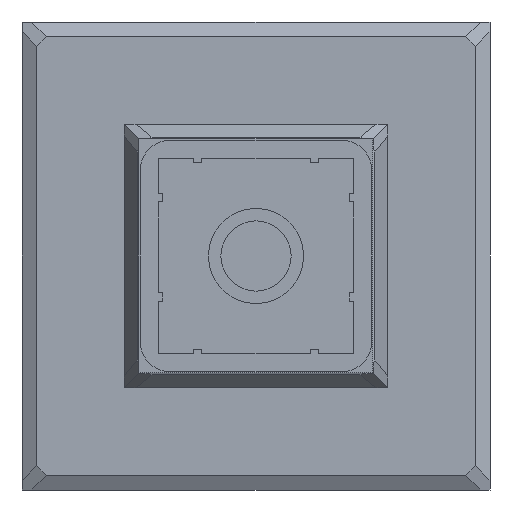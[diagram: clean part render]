
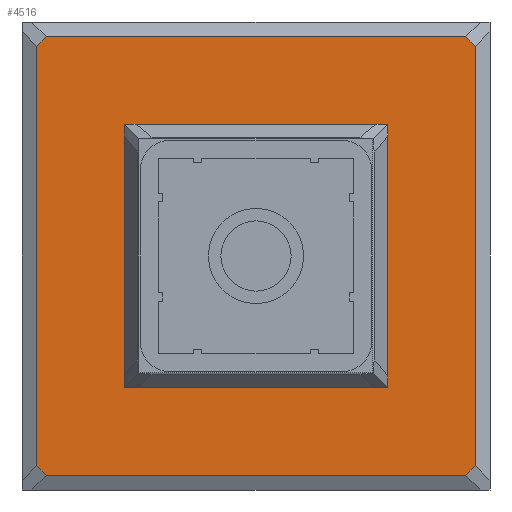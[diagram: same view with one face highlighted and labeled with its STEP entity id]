
A CAD part, front view. The second image highlights one B-rep face of the part: STEP entity #4516.
In plain terms, the highlighted planar face has unit normal (0, -1, 0).
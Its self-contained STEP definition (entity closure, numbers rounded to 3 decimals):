
#159=FACE_BOUND('',#720,.T.);
#459=FACE_OUTER_BOUND('',#719,.T.);
#719=EDGE_LOOP('',(#3948,#3949,#3950,#3951,#3952,#3953,#3954,#3955));
#720=EDGE_LOOP('',(#3956,#3957,#3958,#3959));
#1198=LINE('',#7755,#1681);
#1201=LINE('',#7760,#1684);
#1203=LINE('',#7764,#1686);
#1205=LINE('',#7768,#1688);
#1207=LINE('',#7772,#1690);
#1209=LINE('',#7776,#1692);
#1211=LINE('',#7780,#1694);
#1213=LINE('',#7783,#1696);
#1214=LINE('',#7787,#1697);
#1215=LINE('',#7789,#1698);
#1216=LINE('',#7791,#1699);
#1217=LINE('',#7792,#1700);
#1681=VECTOR('',#5858,10.);
#1684=VECTOR('',#5863,10.);
#1686=VECTOR('',#5867,10.);
#1688=VECTOR('',#5871,10.);
#1690=VECTOR('',#5875,10.);
#1692=VECTOR('',#5879,10.);
#1694=VECTOR('',#5883,10.);
#1696=VECTOR('',#5887,10.);
#1697=VECTOR('',#5890,10.);
#1698=VECTOR('',#5891,10.);
#1699=VECTOR('',#5892,10.);
#1700=VECTOR('',#5893,10.);
#2136=VERTEX_POINT('',#7753);
#2137=VERTEX_POINT('',#7754);
#2138=VERTEX_POINT('',#7759);
#2139=VERTEX_POINT('',#7763);
#2140=VERTEX_POINT('',#7767);
#2141=VERTEX_POINT('',#7771);
#2142=VERTEX_POINT('',#7775);
#2143=VERTEX_POINT('',#7779);
#2144=VERTEX_POINT('',#7785);
#2145=VERTEX_POINT('',#7786);
#2146=VERTEX_POINT('',#7788);
#2147=VERTEX_POINT('',#7790);
#2756=EDGE_CURVE('',#2136,#2137,#1198,.T.);
#2759=EDGE_CURVE('',#2138,#2136,#1201,.T.);
#2761=EDGE_CURVE('',#2137,#2139,#1203,.T.);
#2763=EDGE_CURVE('',#2140,#2138,#1205,.T.);
#2765=EDGE_CURVE('',#2139,#2141,#1207,.T.);
#2767=EDGE_CURVE('',#2142,#2140,#1209,.T.);
#2769=EDGE_CURVE('',#2141,#2143,#1211,.T.);
#2771=EDGE_CURVE('',#2143,#2142,#1213,.T.);
#2772=EDGE_CURVE('',#2144,#2145,#1214,.T.);
#2773=EDGE_CURVE('',#2146,#2144,#1215,.T.);
#2774=EDGE_CURVE('',#2147,#2146,#1216,.T.);
#2775=EDGE_CURVE('',#2145,#2147,#1217,.T.);
#3948=ORIENTED_EDGE('',*,*,#2756,.F.);
#3949=ORIENTED_EDGE('',*,*,#2759,.F.);
#3950=ORIENTED_EDGE('',*,*,#2763,.F.);
#3951=ORIENTED_EDGE('',*,*,#2767,.F.);
#3952=ORIENTED_EDGE('',*,*,#2771,.F.);
#3953=ORIENTED_EDGE('',*,*,#2769,.F.);
#3954=ORIENTED_EDGE('',*,*,#2765,.F.);
#3955=ORIENTED_EDGE('',*,*,#2761,.F.);
#3956=ORIENTED_EDGE('',*,*,#2772,.F.);
#3957=ORIENTED_EDGE('',*,*,#2773,.F.);
#3958=ORIENTED_EDGE('',*,*,#2774,.F.);
#3959=ORIENTED_EDGE('',*,*,#2775,.F.);
#4277=PLANE('',#4848);
#4516=ADVANCED_FACE('',(#459,#159),#4277,.F.);
#4848=AXIS2_PLACEMENT_3D('',#7784,#5888,#5889);
#5858=DIRECTION('',(-0.707,0.,-0.707));
#5863=DIRECTION('',(0.,0.,-1.));
#5867=DIRECTION('',(-1.,0.,0.));
#5871=DIRECTION('',(0.707,0.,-0.707));
#5875=DIRECTION('',(-0.707,0.,0.707));
#5879=DIRECTION('',(1.,0.,0.));
#5883=DIRECTION('',(0.,0.,1.));
#5887=DIRECTION('',(0.707,0.,0.707));
#5888=DIRECTION('center_axis',(0.,1.,0.));
#5889=DIRECTION('ref_axis',(0.,0.,1.));
#5890=DIRECTION('',(0.,0.,-1.));
#5891=DIRECTION('',(-1.,0.,0.));
#5892=DIRECTION('',(0.,0.,1.));
#5893=DIRECTION('',(1.,0.,0.));
#7753=CARTESIAN_POINT('',(-35.,3.429,-14.338));
#7754=CARTESIAN_POINT('',(-35.662,3.429,-15.));
#7755=CARTESIAN_POINT('',(-35.331,3.429,-14.669));
#7759=CARTESIAN_POINT('',(-35.,3.429,14.338));
#7760=CARTESIAN_POINT('',(-35.,3.429,4.5));
#7763=CARTESIAN_POINT('',(-64.338,3.429,-15.));
#7764=CARTESIAN_POINT('',(-45.5,3.429,-15.));
#7767=CARTESIAN_POINT('',(-35.662,3.429,15.));
#7768=CARTESIAN_POINT('',(-35.331,3.429,14.669));
#7771=CARTESIAN_POINT('',(-65.,3.429,-14.338));
#7772=CARTESIAN_POINT('',(-64.669,3.429,-14.669));
#7775=CARTESIAN_POINT('',(-64.338,3.429,15.));
#7776=CARTESIAN_POINT('',(-54.5,3.429,15.));
#7779=CARTESIAN_POINT('',(-65.,3.429,14.338));
#7780=CARTESIAN_POINT('',(-65.,3.429,-4.5));
#7783=CARTESIAN_POINT('',(-64.669,3.429,14.669));
#7784=CARTESIAN_POINT('Origin',(-50.,3.429,0.));
#7785=CARTESIAN_POINT('',(-59.,3.429,9.));
#7786=CARTESIAN_POINT('',(-59.,3.429,-9.));
#7787=CARTESIAN_POINT('',(-59.,3.429,9.));
#7788=CARTESIAN_POINT('',(-41.,3.429,9.));
#7789=CARTESIAN_POINT('',(-41.,3.429,9.));
#7790=CARTESIAN_POINT('',(-41.,3.429,-9.));
#7791=CARTESIAN_POINT('',(-41.,3.429,-9.));
#7792=CARTESIAN_POINT('',(-59.,3.429,-9.));
